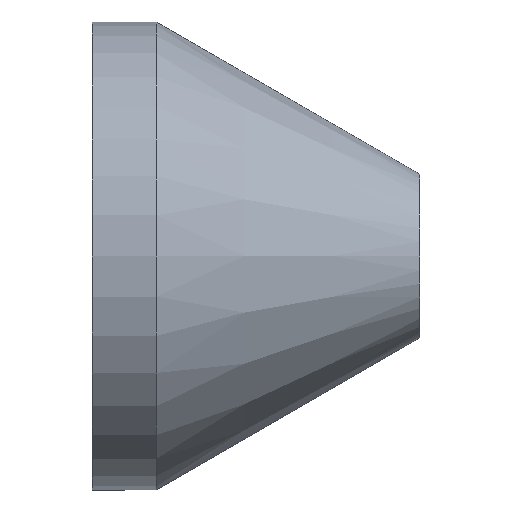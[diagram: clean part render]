
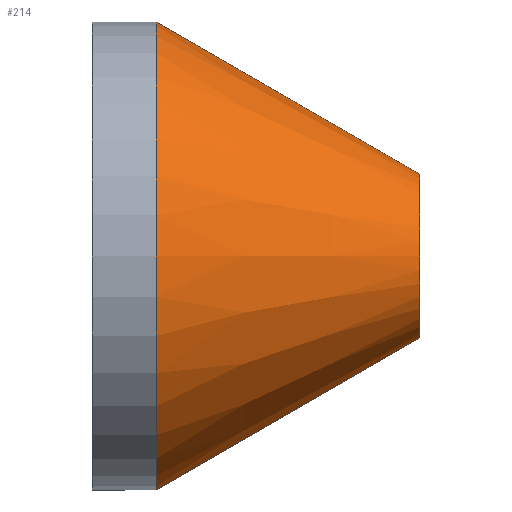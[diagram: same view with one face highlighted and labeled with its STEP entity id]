
A CAD part, front view. The second image highlights one B-rep face of the part: STEP entity #214.
In plain terms, the highlighted conical face has half-angle 30 degrees and reference radius 10.5 mm.
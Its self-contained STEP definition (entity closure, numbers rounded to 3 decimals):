
#1 = CIRCLE ( 'NONE', #1119, 10.5 ) ;
#139 = AXIS2_PLACEMENT_3D ( 'NONE', #1517, #1054, #457 ) ;
#145 = CONICAL_SURFACE ( 'NONE', #1006, 10.5, 0.524 ) ;
#152 = FACE_OUTER_BOUND ( 'NONE', #234, .T. ) ;
#155 = ORIENTED_EDGE ( 'NONE', *, *, #576, .T. ) ;
#214 = ADVANCED_FACE ( 'NONE', ( #152 ), #145, .T. ) ;
#223 = VECTOR ( 'NONE', #516, 1000. ) ;
#234 = EDGE_LOOP ( 'NONE', ( #621, #1520, #155, #1543 ) ) ;
#242 = CARTESIAN_POINT ( 'NONE',  ( 42., 0., 10.5 ) ) ;
#273 = CIRCLE ( 'NONE', #139, 30. ) ;
#294 = CARTESIAN_POINT ( 'NONE',  ( 42., 0., -10.5 ) ) ;
#374 = CARTESIAN_POINT ( 'NONE',  ( 42., 0., 0. ) ) ;
#408 = DIRECTION ( 'NONE',  ( -1., 0., 0. ) ) ;
#414 = DIRECTION ( 'NONE',  ( -0.866, 0., 0.5 ) ) ;
#457 = DIRECTION ( 'NONE',  ( 0., 0., -1. ) ) ;
#490 = CARTESIAN_POINT ( 'NONE',  ( 42., 0., 0. ) ) ;
#492 = CARTESIAN_POINT ( 'NONE',  ( 8.225, 0., 30. ) ) ;
#494 = VERTEX_POINT ( 'NONE', #242 ) ;
#502 = DIRECTION ( 'NONE',  ( 0., 0., 1. ) ) ;
#516 = DIRECTION ( 'NONE',  ( -0.866, 0., -0.5 ) ) ;
#527 = EDGE_CURVE ( 'NONE', #728, #1066, #747, .T. ) ;
#576 = EDGE_CURVE ( 'NONE', #494, #734, #757, .T. ) ;
#617 = DIRECTION ( 'NONE',  ( 1., 0., 0. ) ) ;
#621 = ORIENTED_EDGE ( 'NONE', *, *, #527, .F. ) ;
#626 = CARTESIAN_POINT ( 'NONE',  ( 42., 0., -10.5 ) ) ;
#728 = VERTEX_POINT ( 'NONE', #294 ) ;
#734 = VERTEX_POINT ( 'NONE', #492 ) ;
#747 = LINE ( 'NONE', #626, #223 ) ;
#757 = LINE ( 'NONE', #1135, #996 ) ;
#849 = DIRECTION ( 'NONE',  ( 0., 0., -1. ) ) ;
#996 = VECTOR ( 'NONE', #414, 1000. ) ;
#1006 = AXIS2_PLACEMENT_3D ( 'NONE', #490, #408, #502 ) ;
#1054 = DIRECTION ( 'NONE',  ( 1., 0., 0. ) ) ;
#1066 = VERTEX_POINT ( 'NONE', #1178 ) ;
#1119 = AXIS2_PLACEMENT_3D ( 'NONE', #374, #617, #849 ) ;
#1135 = CARTESIAN_POINT ( 'NONE',  ( 42., 0., 10.5 ) ) ;
#1178 = CARTESIAN_POINT ( 'NONE',  ( 8.225, 0., -30. ) ) ;
#1348 = EDGE_CURVE ( 'NONE', #494, #728, #1, .T. ) ;
#1494 = EDGE_CURVE ( 'NONE', #734, #1066, #273, .T. ) ;
#1517 = CARTESIAN_POINT ( 'NONE',  ( 8.225, 0., 0. ) ) ;
#1520 = ORIENTED_EDGE ( 'NONE', *, *, #1348, .F. ) ;
#1543 = ORIENTED_EDGE ( 'NONE', *, *, #1494, .T. ) ;
